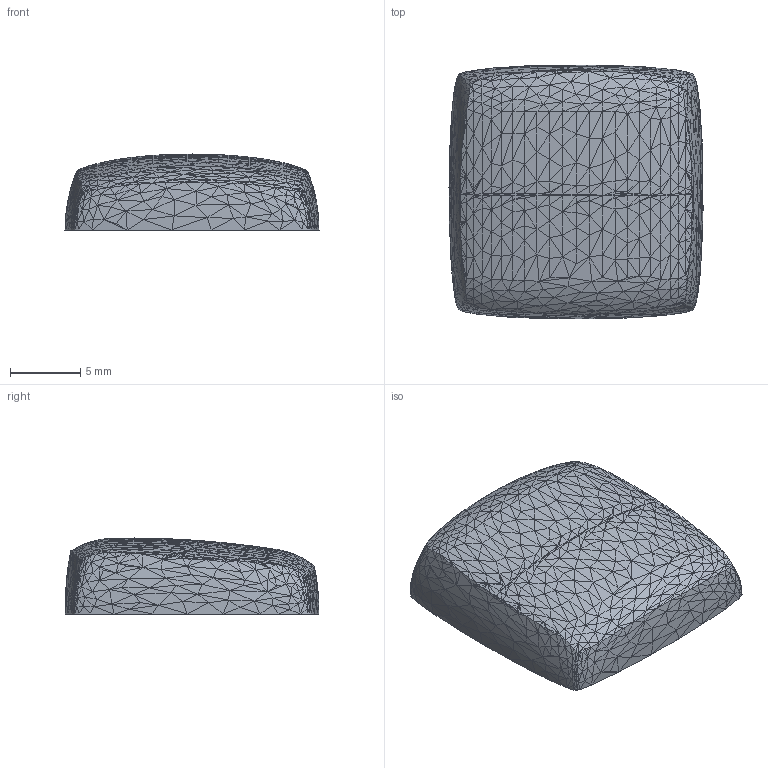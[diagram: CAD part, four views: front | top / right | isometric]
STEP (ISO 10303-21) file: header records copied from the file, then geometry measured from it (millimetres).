
FILE_DESCRIPTION(('FreeCAD Model'),'2;1');
FILE_NAME('Open CASCADE Shape Model','2026-01-31T12:27:40',(''),(''), 'Open CASCADE STEP processor 7.8','FreeCAD','Unknown');
FILE_SCHEMA(('AUTOMOTIVE_DESIGN { 1 0 10303 214 1 1 1 1 }'));
Length unit declared in the file: millimetre
Products named in the file (1): Body
Bounding box: 18.06 x 18.05 x 5.41 mm (x, y, z)
Volume: 936.2 mm3; surface area: 940.4 mm2
Topology: 1 solids, 1 shells, 1844 faces, 2771 edges, 929 vertices
Faces by surface type: plane 1844
Entity records: 36037 total; most frequent: DIRECTION 6461, CARTESIAN_POINT 5545, ORIENTED_EDGE 5542, EDGE_CURVE 2771, LINE 2771, VECTOR 2771, AXIS2_PLACEMENT_3D 1845, ADVANCED_FACE 1844
